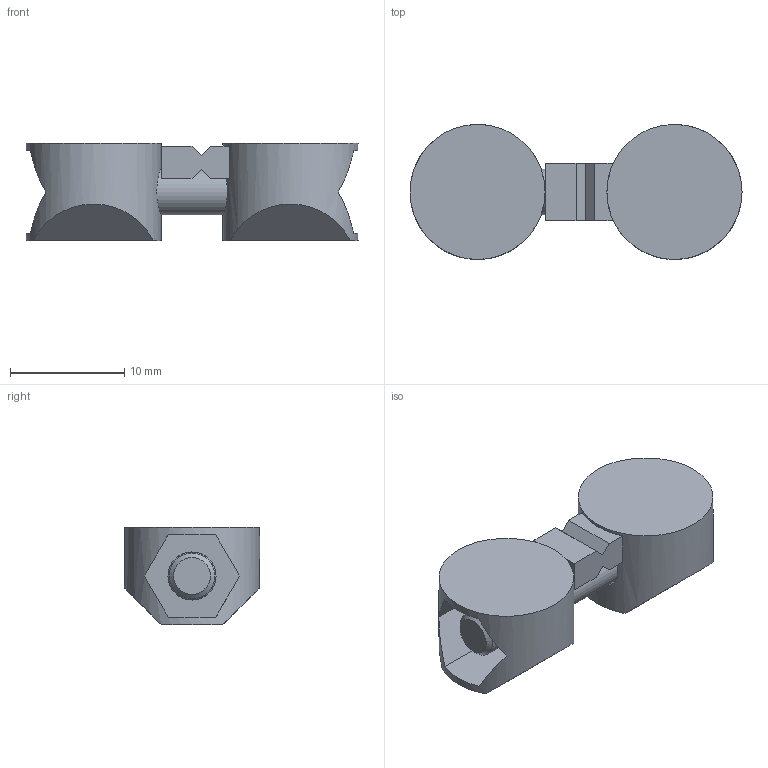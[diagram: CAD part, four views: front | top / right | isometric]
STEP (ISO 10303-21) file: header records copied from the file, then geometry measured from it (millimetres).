
FILE_DESCRIPTION(/* description */ ('STEP AP214'),/* implementation_level */ '2;1');
FILE_NAME(/* name */ '1025203.stp',/* time_stamp */ '2024-05-06T12:22:19+02:00',/* author */ ('b.steehouwer'),/* organization */ ('CADENAS'),/* preprocessor_version */ 'ST-DEVELOPER v18.1',/* originating_system */ 'Autodesk Inventor 2021',/* authorisation */ ' ');
FILE_SCHEMA (('AUTOMOTIVE_DESIGN { 1 0 10303 214 3 1 1 }'));
Length unit declared in the file: millimetre
Products named in the file (4): 1025203; 1025203-1; 1025203-2; 1025203-3
Assembly tree (3 placements, depth 2):
  1025203
    1025203-1
    1025203-2
    1025203-3
Bounding box: 29 x 11.8 x 8.5 mm (x, y, z)
Volume: 1436.4 mm3; surface area: 1904.4 mm2
Topology: 3 solids, 3 shells, 69 faces, 165 edges, 106 vertices
Faces by surface type: plane 58, cylinder 7, torus 2, cone 2
Full cylindrical faces by diameter (mm): 4 x1, 4.2 x2, 7 x1, 11.8 x2
Entity records: 2244 total; most frequent: CARTESIAN_POINT 427, DIRECTION 368, ORIENTED_EDGE 328, EDGE_CURVE 164, AXIS2_PLACEMENT_3D 133, VERTEX_POINT 106, LINE 102, VECTOR 102
